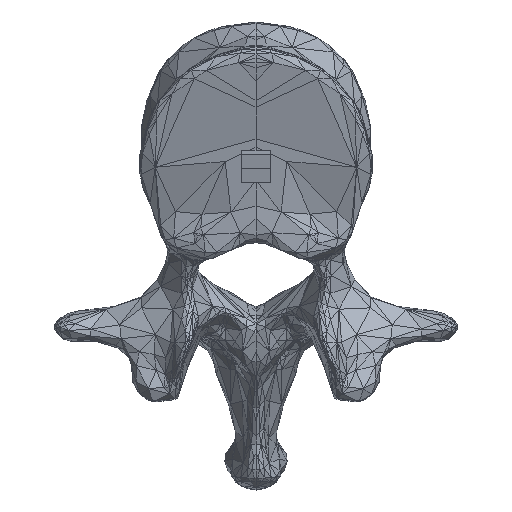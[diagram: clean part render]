
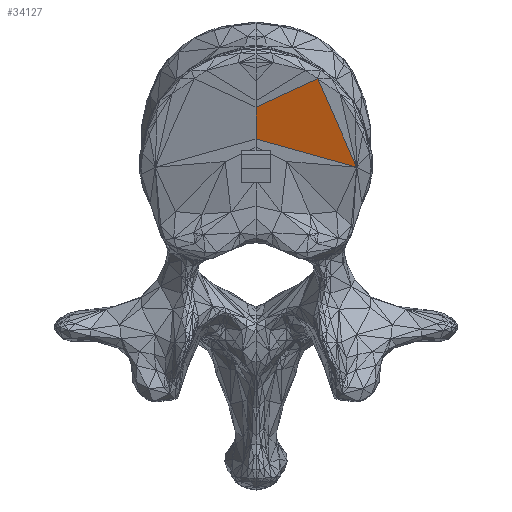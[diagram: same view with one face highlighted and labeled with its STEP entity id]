
A CAD part, top view. The second image highlights one B-rep face of the part: STEP entity #34127.
In plain terms, the highlighted planar face has unit normal (-0.01, -0.3, 0.954).
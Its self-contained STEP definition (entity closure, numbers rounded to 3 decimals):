
#111=FACE_OUTER_BOUND('',#3148,.T.);
#3148=EDGE_LOOP('',(#21976,#21977,#21978,#21979));
#6270=LINE('',#51221,#10927);
#6278=LINE('',#51237,#10935);
#6279=LINE('',#51239,#10936);
#6280=LINE('',#51240,#10937);
#10927=VECTOR('',#40488,25.682);
#10935=VECTOR('',#40504,10.);
#10936=VECTOR('',#40505,17.192);
#10937=VECTOR('',#40506,19.979);
#15492=VERTEX_POINT('',#51211);
#15496=VERTEX_POINT('',#51219);
#15500=VERTEX_POINT('',#51236);
#15501=VERTEX_POINT('',#51238);
#17204=EDGE_CURVE('',#15492,#15496,#6270,.T.);
#17212=EDGE_CURVE('',#15500,#15492,#6278,.T.);
#17213=EDGE_CURVE('',#15501,#15496,#6279,.T.);
#17214=EDGE_CURVE('',#15500,#15501,#6280,.T.);
#21976=ORIENTED_EDGE('',*,*,#17212,.T.);
#21977=ORIENTED_EDGE('',*,*,#17204,.T.);
#21978=ORIENTED_EDGE('',*,*,#17213,.F.);
#21979=ORIENTED_EDGE('',*,*,#17214,.F.);
#31090=PLANE('',#37178);
#34127=ADVANCED_FACE('',(#111),#31090,.F.);
#37178=AXIS2_PLACEMENT_3D('',#51235,#40502,#40503);
#40488=DIRECTION('',(0.961,-0.268,-0.074));
#40502=DIRECTION('center_axis',(0.01,0.3,-0.954));
#40503=DIRECTION('ref_axis',(1.,0.,0.01));
#40504=DIRECTION('',(0.,-0.954,-0.3));
#40505=DIRECTION('',(0.389,-0.88,-0.273));
#40506=DIRECTION('',(0.9,0.413,0.139));
#51211=CARTESIAN_POINT('',(0.,89.356,1067.924));
#51219=CARTESIAN_POINT('',(17.228,84.554,1066.59));
#51221=CARTESIAN_POINT('',(-7.443,91.43,1068.5));
#51235=CARTESIAN_POINT('Origin',(-9.706,-297.624,946.086));
#51236=CARTESIAN_POINT('',(0.,94.846,1069.651));
#51237=CARTESIAN_POINT('',(0.,-116.733,1003.091));
#51238=CARTESIAN_POINT('',(10.539,99.681,1071.28));
#51239=CARTESIAN_POINT('',(10.539,99.681,1071.28));
#51240=CARTESIAN_POINT('',(-7.443,91.43,1068.5));
